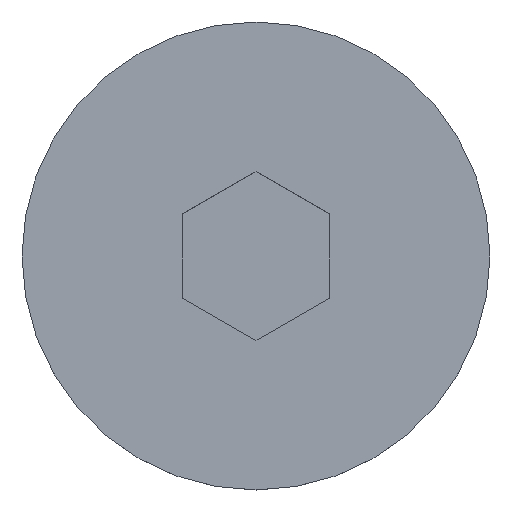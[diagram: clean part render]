
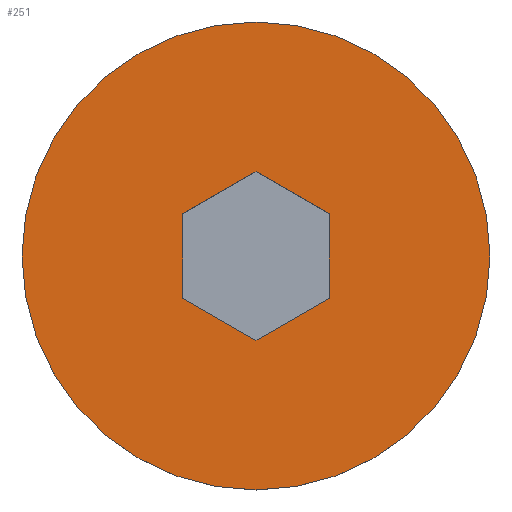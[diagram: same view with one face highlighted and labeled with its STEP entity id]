
A CAD part, top view. The second image highlights one B-rep face of the part: STEP entity #251.
In plain terms, the highlighted planar face has unit normal (0, 0, 1).
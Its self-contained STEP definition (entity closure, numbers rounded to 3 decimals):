
#6 = DIRECTION ( 'NONE',  ( 0.866, 0.5, 0. ) ) ;
#9 = CARTESIAN_POINT ( 'NONE',  ( -1.25, -0.722, 0. ) ) ;
#12 = ORIENTED_EDGE ( 'NONE', *, *, #235, .T. ) ;
#15 = ORIENTED_EDGE ( 'NONE', *, *, #246, .T. ) ;
#16 = DIRECTION ( 'NONE',  ( 1., 0., 0. ) ) ;
#18 = CARTESIAN_POINT ( 'NONE',  ( -4., 0., 0. ) ) ;
#24 = DIRECTION ( 'NONE',  ( 0., 1., 0. ) ) ;
#26 = EDGE_CURVE ( 'NONE', #331, #392, #349, .T. ) ;
#29 = VERTEX_POINT ( 'NONE', #188 ) ;
#30 = VECTOR ( 'NONE', #59, 1000. ) ;
#31 = VERTEX_POINT ( 'NONE', #267 ) ;
#44 = DIRECTION ( 'NONE',  ( 0., 0., -1. ) ) ;
#45 = CARTESIAN_POINT ( 'NONE',  ( 0., 1.443, 0. ) ) ;
#53 = FACE_BOUND ( 'NONE', #211, .T. ) ;
#56 = ORIENTED_EDGE ( 'NONE', *, *, #82, .F. ) ;
#59 = DIRECTION ( 'NONE',  ( -0.866, 0.5, 0. ) ) ;
#70 = CIRCLE ( 'NONE', #201, 4. ) ;
#82 = EDGE_CURVE ( 'NONE', #31, #373, #289, .T. ) ;
#83 = ORIENTED_EDGE ( 'NONE', *, *, #302, .T. ) ;
#90 = DIRECTION ( 'NONE',  ( 1., 0., 0. ) ) ;
#102 = VECTOR ( 'NONE', #382, 1000. ) ;
#109 = VECTOR ( 'NONE', #338, 1000. ) ;
#116 = LINE ( 'NONE', #198, #480 ) ;
#137 = DIRECTION ( 'NONE',  ( 0.866, -0.5, 0. ) ) ;
#139 = VERTEX_POINT ( 'NONE', #236 ) ;
#146 = EDGE_CURVE ( 'NONE', #245, #29, #116, .T. ) ;
#155 = ORIENTED_EDGE ( 'NONE', *, *, #286, .T. ) ;
#167 = ORIENTED_EDGE ( 'NONE', *, *, #146, .T. ) ;
#177 = PLANE ( 'NONE',  #184 ) ;
#183 = DIRECTION ( 'NONE',  ( 0., 0., -1. ) ) ;
#184 = AXIS2_PLACEMENT_3D ( 'NONE', #376, #337, #90 ) ;
#188 = CARTESIAN_POINT ( 'NONE',  ( -1.25, 0.722, 0. ) ) ;
#196 = ORIENTED_EDGE ( 'NONE', *, *, #26, .T. ) ;
#198 = CARTESIAN_POINT ( 'NONE',  ( -1.25, 0.722, 0. ) ) ;
#201 = AXIS2_PLACEMENT_3D ( 'NONE', #293, #44, #16 ) ;
#211 = EDGE_LOOP ( 'NONE', ( #155, #196, #83, #167, #12, #15 ) ) ;
#224 = CARTESIAN_POINT ( 'NONE',  ( 0., 1.443, 0. ) ) ;
#234 = CARTESIAN_POINT ( 'NONE',  ( 0., -1.443, 0. ) ) ;
#235 = EDGE_CURVE ( 'NONE', #29, #240, #425, .T. ) ;
#236 = CARTESIAN_POINT ( 'NONE',  ( 1.25, 0.722, 0. ) ) ;
#240 = VERTEX_POINT ( 'NONE', #45 ) ;
#245 = VERTEX_POINT ( 'NONE', #9 ) ;
#246 = EDGE_CURVE ( 'NONE', #240, #139, #249, .T. ) ;
#248 = ORIENTED_EDGE ( 'NONE', *, *, #449, .F. ) ;
#249 = LINE ( 'NONE', #294, #284 ) ;
#251 = ADVANCED_FACE ( 'NONE', ( #53, #288 ), #177, .T. ) ;
#267 = CARTESIAN_POINT ( 'NONE',  ( 4., 0., 0. ) ) ;
#273 = CARTESIAN_POINT ( 'NONE',  ( -1.25, -0.722, 0. ) ) ;
#284 = VECTOR ( 'NONE', #137, 1000. ) ;
#286 = EDGE_CURVE ( 'NONE', #139, #331, #509, .T. ) ;
#288 = FACE_OUTER_BOUND ( 'NONE', #434, .T. ) ;
#289 = CIRCLE ( 'NONE', #463, 4. ) ;
#293 = CARTESIAN_POINT ( 'NONE',  ( 0., 0., 0. ) ) ;
#294 = CARTESIAN_POINT ( 'NONE',  ( 1.25, 0.722, 0. ) ) ;
#302 = EDGE_CURVE ( 'NONE', #392, #245, #441, .T. ) ;
#314 = VECTOR ( 'NONE', #6, 1000. ) ;
#331 = VERTEX_POINT ( 'NONE', #459 ) ;
#337 = DIRECTION ( 'NONE',  ( 0., 0., 1. ) ) ;
#338 = DIRECTION ( 'NONE',  ( 0., -1., 0. ) ) ;
#349 = LINE ( 'NONE', #379, #102 ) ;
#373 = VERTEX_POINT ( 'NONE', #18 ) ;
#376 = CARTESIAN_POINT ( 'NONE',  ( 2., 0., 0. ) ) ;
#379 = CARTESIAN_POINT ( 'NONE',  ( 1.25, -0.722, 0. ) ) ;
#382 = DIRECTION ( 'NONE',  ( -0.866, -0.5, 0. ) ) ;
#392 = VERTEX_POINT ( 'NONE', #234 ) ;
#419 = CARTESIAN_POINT ( 'NONE',  ( 0., 0., 0. ) ) ;
#425 = LINE ( 'NONE', #224, #314 ) ;
#434 = EDGE_LOOP ( 'NONE', ( #56, #248 ) ) ;
#441 = LINE ( 'NONE', #273, #30 ) ;
#449 = EDGE_CURVE ( 'NONE', #373, #31, #70, .T. ) ;
#459 = CARTESIAN_POINT ( 'NONE',  ( 1.25, -0.722, 0. ) ) ;
#463 = AXIS2_PLACEMENT_3D ( 'NONE', #419, #183, #493 ) ;
#480 = VECTOR ( 'NONE', #24, 1000. ) ;
#490 = CARTESIAN_POINT ( 'NONE',  ( 1.25, -0.722, 0. ) ) ;
#493 = DIRECTION ( 'NONE',  ( 1., 0., 0. ) ) ;
#509 = LINE ( 'NONE', #490, #109 ) ;
